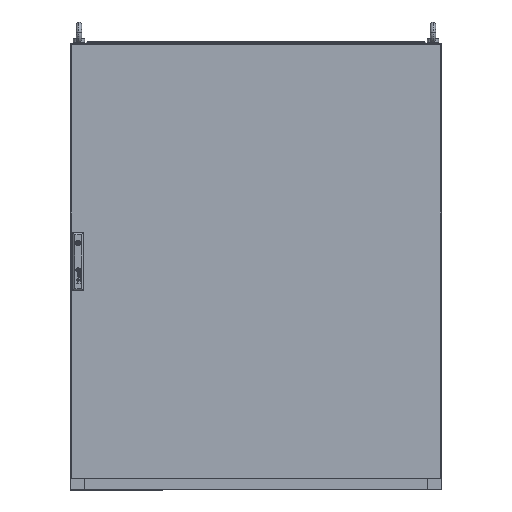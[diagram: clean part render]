
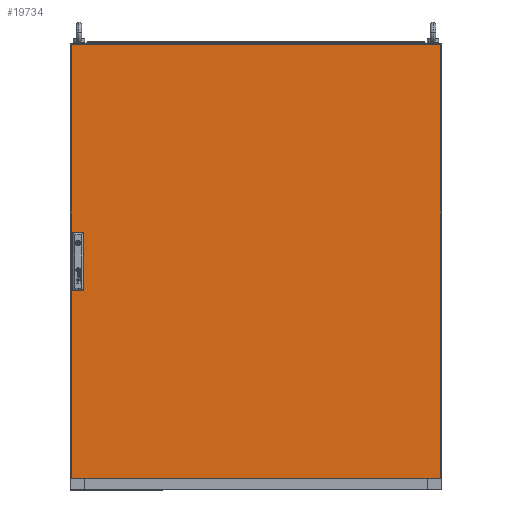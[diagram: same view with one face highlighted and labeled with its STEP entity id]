
A CAD part, top view. The second image highlights one B-rep face of the part: STEP entity #19734.
In plain terms, the highlighted planar face has unit normal (0, 0, 1).
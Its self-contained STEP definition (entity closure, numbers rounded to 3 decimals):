
#1186 = ORIENTED_EDGE ( 'NONE', *, *, #94489, .F. ) ;
#1818 = ORIENTED_EDGE ( 'NONE', *, *, #54056, .F. ) ;
#2027 = CARTESIAN_POINT ( 'NONE',  ( -465.7, -61.5, 0. ) ) ;
#3191 = ORIENTED_EDGE ( 'NONE', *, *, #19146, .F. ) ;
#3483 = DIRECTION ( 'NONE',  ( -1., 0., 0. ) ) ;
#5332 = EDGE_LOOP ( 'NONE', ( #156183, #112756, #64823, #1186 ) ) ;
#6513 = VERTEX_POINT ( 'NONE', #64798 ) ;
#7037 = CARTESIAN_POINT ( 'NONE',  ( -490.7, -61.5, 0. ) ) ;
#8032 = VECTOR ( 'NONE', #107702, 1000. ) ;
#9499 = VERTEX_POINT ( 'NONE', #7037 ) ;
#10209 = CARTESIAN_POINT ( 'NONE',  ( -497., 597., 0. ) ) ;
#12713 = CARTESIAN_POINT ( 'NONE',  ( -465.7, -61.5, 0. ) ) ;
#13566 = EDGE_CURVE ( 'NONE', #82989, #6513, #96414, .T. ) ;
#15508 = VECTOR ( 'NONE', #28699, 1000. ) ;
#16586 = LINE ( 'NONE', #75897, #43482 ) ;
#17950 = EDGE_CURVE ( 'NONE', #126895, #21416, #145339, .T. ) ;
#18211 = FACE_BOUND ( 'NONE', #27864, .T. ) ;
#19103 = CARTESIAN_POINT ( 'NONE',  ( 497., 597., 0. ) ) ;
#19146 = EDGE_CURVE ( 'NONE', #153281, #128396, #106369, .T. ) ;
#19734 = ADVANCED_FACE ( 'NONE', ( #18211, #105189, #154666 ), #53952, .T. ) ;
#21416 = VERTEX_POINT ( 'NONE', #70667 ) ;
#27864 = EDGE_LOOP ( 'NONE', ( #115520, #1818, #3191, #75978 ) ) ;
#28699 = DIRECTION ( 'NONE',  ( 1., 0., 0. ) ) ;
#29034 = VERTEX_POINT ( 'NONE', #96100 ) ;
#31705 = VECTOR ( 'NONE', #41406, 1000. ) ;
#32120 = CARTESIAN_POINT ( 'NONE',  ( -497., -570., 0. ) ) ;
#32246 = VECTOR ( 'NONE', #118245, 1000. ) ;
#38402 = CARTESIAN_POINT ( 'NONE',  ( -465.7, 88.5, 0. ) ) ;
#39341 = CARTESIAN_POINT ( 'NONE',  ( -497., -570., 0. ) ) ;
#40251 = CARTESIAN_POINT ( 'NONE',  ( -490.7, 88.5, 0. ) ) ;
#40956 = LINE ( 'NONE', #90650, #32246 ) ;
#41406 = DIRECTION ( 'NONE',  ( 0., -1., 0. ) ) ;
#41562 = VERTEX_POINT ( 'NONE', #2027 ) ;
#41699 = CARTESIAN_POINT ( 'NONE',  ( 0., 0., 0. ) ) ;
#42475 = LINE ( 'NONE', #130294, #15508 ) ;
#42557 = LINE ( 'NONE', #140140, #110332 ) ;
#43307 = VECTOR ( 'NONE', #72977, 1000. ) ;
#43482 = VECTOR ( 'NONE', #152255, 1000. ) ;
#44485 = DIRECTION ( 'NONE',  ( 0., 1., 0. ) ) ;
#53952 = PLANE ( 'NONE',  #129576 ) ;
#54056 = EDGE_CURVE ( 'NONE', #128396, #126895, #112495, .T. ) ;
#58674 = ORIENTED_EDGE ( 'NONE', *, *, #156843, .T. ) ;
#59777 = DIRECTION ( 'NONE',  ( -1., 0., 0. ) ) ;
#60174 = CARTESIAN_POINT ( 'NONE',  ( -490.7, -11.5, 0. ) ) ;
#64477 = VECTOR ( 'NONE', #44485, 1000. ) ;
#64798 = CARTESIAN_POINT ( 'NONE',  ( -497., 597., 0. ) ) ;
#64823 = ORIENTED_EDGE ( 'NONE', *, *, #75034, .F. ) ;
#65621 = EDGE_CURVE ( 'NONE', #6513, #129553, #115499, .T. ) ;
#70667 = CARTESIAN_POINT ( 'NONE',  ( -490.7, 38.5, 0. ) ) ;
#72977 = DIRECTION ( 'NONE',  ( 0., -1., 0. ) ) ;
#75034 = EDGE_CURVE ( 'NONE', #41562, #29034, #85849, .T. ) ;
#75897 = CARTESIAN_POINT ( 'NONE',  ( -465.7, -11.5, 0. ) ) ;
#75978 = ORIENTED_EDGE ( 'NONE', *, *, #129728, .F. ) ;
#77133 = CARTESIAN_POINT ( 'NONE',  ( 497., 597., 0. ) ) ;
#77283 = ORIENTED_EDGE ( 'NONE', *, *, #79155, .T. ) ;
#78635 = VECTOR ( 'NONE', #136220, 1000. ) ;
#79155 = EDGE_CURVE ( 'NONE', #129553, #118926, #131298, .T. ) ;
#81125 = CARTESIAN_POINT ( 'NONE',  ( -465.7, 38.5, 0. ) ) ;
#81239 = EDGE_CURVE ( 'NONE', #128584, #9499, #42557, .T. ) ;
#82989 = VERTEX_POINT ( 'NONE', #77133 ) ;
#85849 = LINE ( 'NONE', #12713, #78635 ) ;
#90650 = CARTESIAN_POINT ( 'NONE',  ( -465.7, 38.5, 0. ) ) ;
#93189 = DIRECTION ( 'NONE',  ( 1., 0., 0. ) ) ;
#94489 = EDGE_CURVE ( 'NONE', #9499, #41562, #42475, .T. ) ;
#96100 = CARTESIAN_POINT ( 'NONE',  ( -465.7, -11.5, 0. ) ) ;
#96414 = LINE ( 'NONE', #10209, #98362 ) ;
#98362 = VECTOR ( 'NONE', #59777, 1000. ) ;
#101662 = ORIENTED_EDGE ( 'NONE', *, *, #13566, .T. ) ;
#105189 = FACE_BOUND ( 'NONE', #5332, .T. ) ;
#105997 = DIRECTION ( 'NONE',  ( 1., 0., 0. ) ) ;
#106369 = LINE ( 'NONE', #81125, #64477 ) ;
#107702 = DIRECTION ( 'NONE',  ( 0., 1., 0. ) ) ;
#108886 = CARTESIAN_POINT ( 'NONE',  ( -490.7, 38.5, 0. ) ) ;
#110332 = VECTOR ( 'NONE', #126397, 1000. ) ;
#112378 = CARTESIAN_POINT ( 'NONE',  ( -465.7, 88.5, 0. ) ) ;
#112495 = LINE ( 'NONE', #38402, #136599 ) ;
#112756 = ORIENTED_EDGE ( 'NONE', *, *, #121243, .F. ) ;
#115499 = LINE ( 'NONE', #152767, #31705 ) ;
#115520 = ORIENTED_EDGE ( 'NONE', *, *, #17950, .F. ) ;
#118245 = DIRECTION ( 'NONE',  ( 1., 0., 0. ) ) ;
#118926 = VERTEX_POINT ( 'NONE', #153132 ) ;
#121243 = EDGE_CURVE ( 'NONE', #29034, #128584, #16586, .T. ) ;
#126397 = DIRECTION ( 'NONE',  ( 0., -1., 0. ) ) ;
#126895 = VERTEX_POINT ( 'NONE', #40251 ) ;
#128396 = VERTEX_POINT ( 'NONE', #112378 ) ;
#128584 = VERTEX_POINT ( 'NONE', #60174 ) ;
#129553 = VERTEX_POINT ( 'NONE', #39341 ) ;
#129576 = AXIS2_PLACEMENT_3D ( 'NONE', #41699, #142503, #105997 ) ;
#129653 = LINE ( 'NONE', #19103, #8032 ) ;
#129728 = EDGE_CURVE ( 'NONE', #21416, #153281, #40956, .T. ) ;
#130294 = CARTESIAN_POINT ( 'NONE',  ( -465.7, -61.5, 0. ) ) ;
#131298 = LINE ( 'NONE', #32120, #135791 ) ;
#135287 = CARTESIAN_POINT ( 'NONE',  ( -465.7, 38.5, 0. ) ) ;
#135791 = VECTOR ( 'NONE', #93189, 1000. ) ;
#136220 = DIRECTION ( 'NONE',  ( 0., 1., 0. ) ) ;
#136599 = VECTOR ( 'NONE', #3483, 1000. ) ;
#140140 = CARTESIAN_POINT ( 'NONE',  ( -490.7, -61.5, 0. ) ) ;
#142503 = DIRECTION ( 'NONE',  ( 0., 0., 1. ) ) ;
#145339 = LINE ( 'NONE', #108886, #43307 ) ;
#152255 = DIRECTION ( 'NONE',  ( -1., 0., 0. ) ) ;
#152767 = CARTESIAN_POINT ( 'NONE',  ( -497., 597., 0. ) ) ;
#153132 = CARTESIAN_POINT ( 'NONE',  ( 497., -570., 0. ) ) ;
#153281 = VERTEX_POINT ( 'NONE', #135287 ) ;
#153917 = ORIENTED_EDGE ( 'NONE', *, *, #65621, .T. ) ;
#154666 = FACE_OUTER_BOUND ( 'NONE', #160125, .T. ) ;
#156183 = ORIENTED_EDGE ( 'NONE', *, *, #81239, .F. ) ;
#156843 = EDGE_CURVE ( 'NONE', #118926, #82989, #129653, .T. ) ;
#160125 = EDGE_LOOP ( 'NONE', ( #153917, #77283, #58674, #101662 ) ) ;
